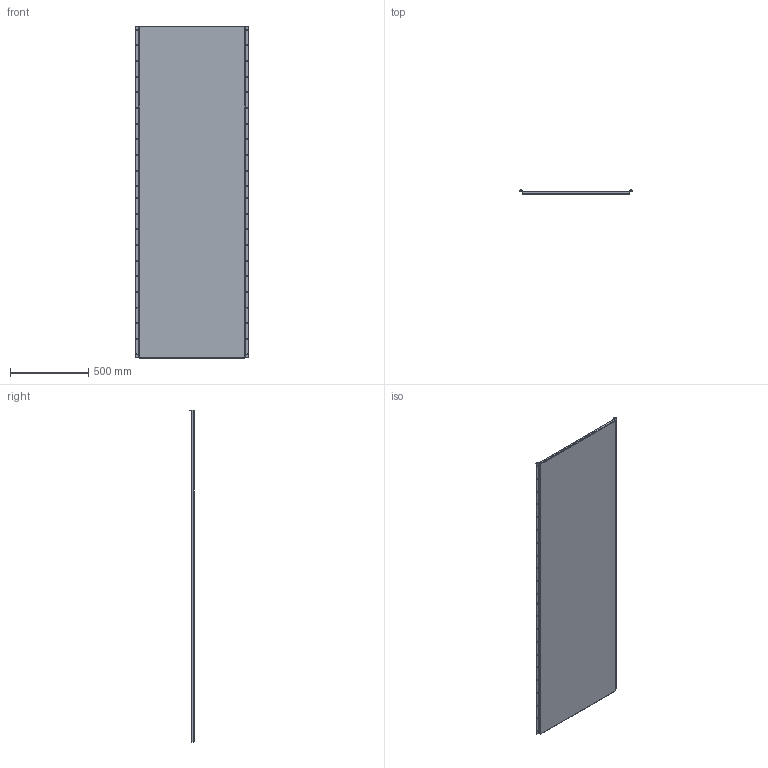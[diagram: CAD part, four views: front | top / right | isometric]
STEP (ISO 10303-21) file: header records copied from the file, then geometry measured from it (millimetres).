
FILE_DESCRIPTION (( 'STEP AP203' ), '1' );
FILE_NAME ('Ìîíòàæíàÿ ïëàòà FOTR äëÿ êîðïóñà âûñîòîé 2200 è øèðèíîé 800 EKF PROxima.STEP', '2020-10-26T05:47:41', ( '' ), ( '' ), 'SwSTEP 2.0', 'SolidWorks 2019', '' );
FILE_SCHEMA (( 'CONFIG_CONTROL_DESIGN' ));
Length unit declared in the file: millimetre
Products named in the file (1): Ìîíòàæíàÿ ïëàòà FOTR äëÿ êîðïóñà âûñîòîé 2200 è øèðèíîé 800 EKF PROxima
Bounding box: 724 x 29.45 x 2121.63 mm (x, y, z)
Volume: 3224701.4 mm3; surface area: 3238226.4 mm2
Topology: 1 solids, 1 shells, 166 faces, 436 edges, 272 vertices
Faces by surface type: cylinder 104, plane 54, bspline 8
Entity records: 6137 total; most frequent: CARTESIAN_POINT 1715, DIRECTION 918, ORIENTED_EDGE 872, EDGE_CURVE 436, AXIS2_PLACEMENT_3D 351, VERTEX_POINT 272, EDGE_LOOP 254, LINE 216
